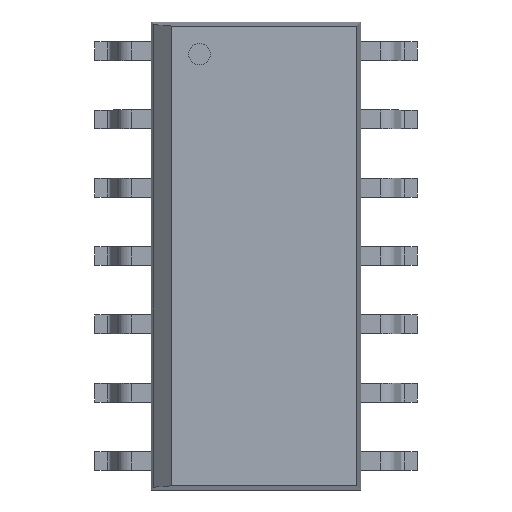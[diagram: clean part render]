
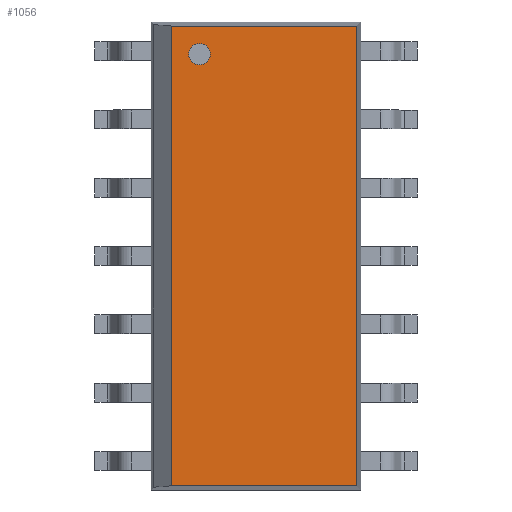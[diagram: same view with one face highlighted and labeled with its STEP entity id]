
A CAD part, top view. The second image highlights one B-rep face of the part: STEP entity #1056.
In plain terms, the highlighted planar face has unit normal (0, 0, 1).
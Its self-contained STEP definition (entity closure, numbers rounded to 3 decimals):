
#937 = VERTEX_POINT('',#938);
#938 = CARTESIAN_POINT('',(-1.573,4.273,1.75));
#944 = EDGE_CURVE('',#937,#945,#947,.T.);
#945 = VERTEX_POINT('',#946);
#946 = CARTESIAN_POINT('',(1.873,4.273,1.75));
#947 = LINE('',#948,#949);
#948 = CARTESIAN_POINT('',(-0.975,4.273,1.75));
#949 = VECTOR('',#950,1.);
#950 = DIRECTION('',(1.,0.,0.));
#1006 = VERTEX_POINT('',#1007);
#1007 = CARTESIAN_POINT('',(-1.573,-4.273,1.75));
#1015 = EDGE_CURVE('',#1006,#937,#1016,.T.);
#1016 = LINE('',#1017,#1018);
#1017 = CARTESIAN_POINT('',(-1.573,-4.273,1.75));
#1018 = VECTOR('',#1019,1.);
#1019 = DIRECTION('',(0.,1.,0.));
#1056 = ADVANCED_FACE('',(#1057,#1075),#1086,.F.);
#1057 = FACE_BOUND('',#1058,.F.);
#1058 = EDGE_LOOP('',(#1059,#1060,#1068,#1074));
#1059 = ORIENTED_EDGE('',*,*,#944,.T.);
#1060 = ORIENTED_EDGE('',*,*,#1061,.T.);
#1061 = EDGE_CURVE('',#945,#1062,#1064,.T.);
#1062 = VERTEX_POINT('',#1063);
#1063 = CARTESIAN_POINT('',(1.873,-4.273,1.75));
#1064 = LINE('',#1065,#1066);
#1065 = CARTESIAN_POINT('',(1.873,2.175,1.75));
#1066 = VECTOR('',#1067,1.);
#1067 = DIRECTION('',(0.,-1.,0.));
#1068 = ORIENTED_EDGE('',*,*,#1069,.T.);
#1069 = EDGE_CURVE('',#1062,#1006,#1070,.T.);
#1070 = LINE('',#1071,#1072);
#1071 = CARTESIAN_POINT('',(0.975,-4.273,1.75));
#1072 = VECTOR('',#1073,1.);
#1073 = DIRECTION('',(-1.,-0.,0.));
#1074 = ORIENTED_EDGE('',*,*,#1015,.T.);
#1075 = FACE_BOUND('',#1076,.F.);
#1076 = EDGE_LOOP('',(#1077));
#1077 = ORIENTED_EDGE('',*,*,#1078,.T.);
#1078 = EDGE_CURVE('',#1079,#1079,#1081,.T.);
#1079 = VERTEX_POINT('',#1080);
#1080 = CARTESIAN_POINT('',(-0.85,3.75,1.75));
#1081 = CIRCLE('',#1082,0.2);
#1082 = AXIS2_PLACEMENT_3D('',#1083,#1084,#1085);
#1083 = CARTESIAN_POINT('',(-1.05,3.75,1.75));
#1084 = DIRECTION('',(0.,0.,1.));
#1085 = DIRECTION('',(1.,0.,0.));
#1086 = PLANE('',#1087);
#1087 = AXIS2_PLACEMENT_3D('',#1088,#1089,#1090);
#1088 = CARTESIAN_POINT('',(0.,0.,1.75));
#1089 = DIRECTION('',(0.,0.,-1.));
#1090 = DIRECTION('',(-1.,0.,0.));
